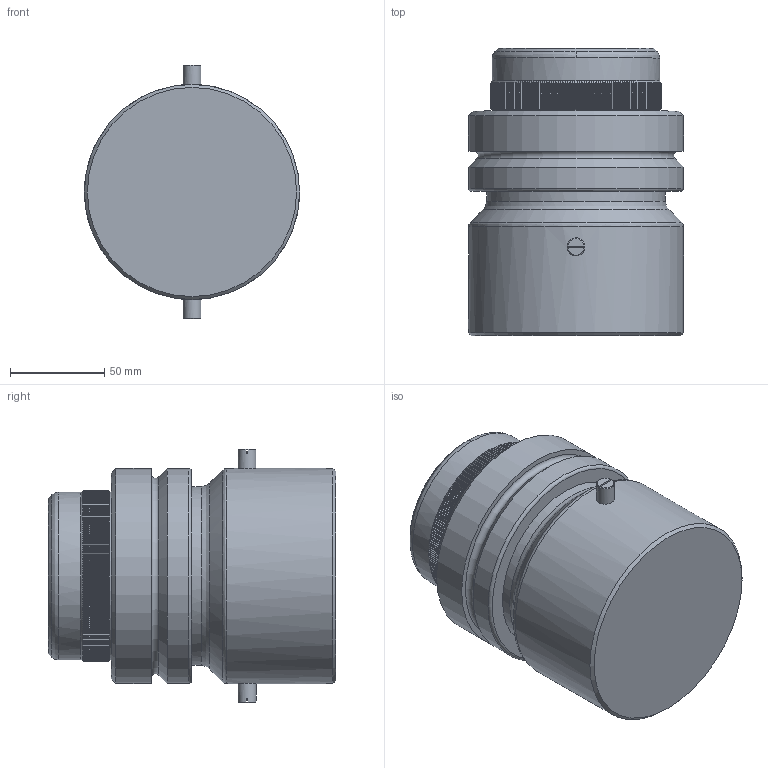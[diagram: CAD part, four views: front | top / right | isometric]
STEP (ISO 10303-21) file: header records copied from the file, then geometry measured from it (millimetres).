
FILE_DESCRIPTION (( 'STEP AP214' ), '1' );
FILE_NAME ('8298P.STEP', '2014-05-22T14:08:20', ( 'eb' ), ( '' ), 'SwSTEP 2.0', 'SolidWorks 2013', '' );
FILE_SCHEMA (( 'AUTOMOTIVE_DESIGN' ));
Length unit declared in the file: inch
Products named in the file (1): 8298P
Bounding box: 114.12 x 152.4 x 134.76 mm (x, y, z)
Volume: 1351716.9 mm3; surface area: 107783.9 mm2
Topology: 2 solids, 2 shells, 1390 faces, 4134 edges, 2752 vertices
Faces by surface type: cylinder 905, plane 462, cone 11, torus 6, bspline 6
Full cylindrical faces by diameter (mm): 9.525 x2, 88.824 x2, 94.92 x3, 95.555 x3, 114.122 x3
Entity records: 59097 total; most frequent: CARTESIAN_POINT 25763, ORIENTED_EDGE 8190, DIRECTION 5102, EDGE_CURVE 4095, VERTEX_POINT 2739, B_SPLINE_CURVE_WITH_KNOTS 2252, AXIS2_PLACEMENT_3D 1874, EDGE_LOOP 1422
